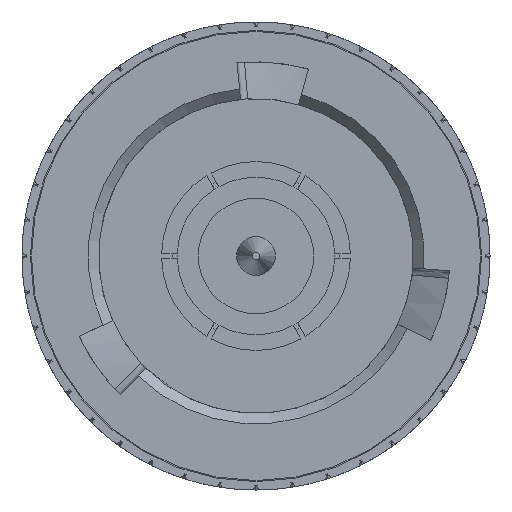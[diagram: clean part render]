
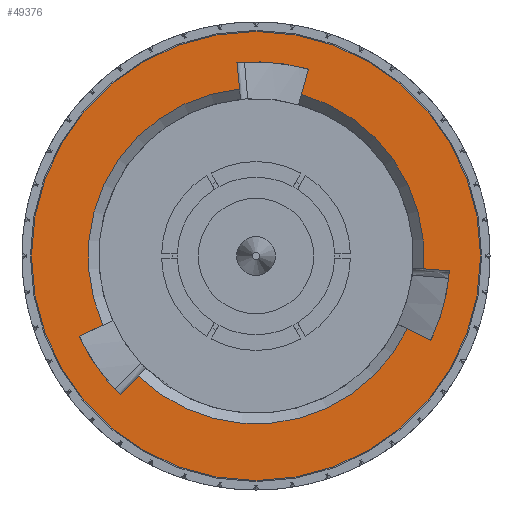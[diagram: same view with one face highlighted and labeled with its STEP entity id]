
A CAD part, left-side view. The second image highlights one B-rep face of the part: STEP entity #49376.
In plain terms, the highlighted planar face has unit normal (-1, 0, 0).
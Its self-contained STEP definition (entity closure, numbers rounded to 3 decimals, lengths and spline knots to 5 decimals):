
#1131 = VERTEX_POINT ( 'NONE', #155573 ) ;
#1159 = CARTESIAN_POINT ( 'NONE',  ( 0., -0.04319, 0.15406 ) ) ;
#3870 = VERTEX_POINT ( 'NONE', #62154 ) ;
#5413 = EDGE_LOOP ( 'NONE', ( #139911, #64816, #105688, #117687, #109749, #104919, #41575, #26267, #156616, #38543, #39139, #85547 ) ) ;
#8371 = DIRECTION ( 'NONE',  ( -1., 0., 0. ) ) ;
#8612 = CIRCLE ( 'NONE', #98217, 0.214 ) ;
#9185 = DIRECTION ( 'NONE',  ( 0., -0.901, -0.433 ) ) ;
#10742 = CARTESIAN_POINT ( 'NONE',  ( 0., 0.13667, -0.06182 ) ) ;
#11101 = VECTOR ( 'NONE', #152870, 39.37008 ) ;
#16877 = CIRCLE ( 'NONE', #142204, 0.16 ) ;
#17695 = VERTEX_POINT ( 'NONE', #29392 ) ;
#20481 = FACE_OUTER_BOUND ( 'NONE', #121615, .T. ) ;
#20797 = VERTEX_POINT ( 'NONE', #115897 ) ;
#25800 = CARTESIAN_POINT ( 'NONE',  ( 0., 0.01815, 0.18411 ) ) ;
#26267 = ORIENTED_EDGE ( 'NONE', *, *, #100009, .F. ) ;
#27219 = CIRCLE ( 'NONE', #116890, 0.16 ) ;
#29094 = EDGE_CURVE ( 'NONE', #17695, #1131, #42116, .T. ) ;
#29392 = CARTESIAN_POINT ( 'NONE',  ( 0., -0.14422, -0.06929 ) ) ;
#30269 = CARTESIAN_POINT ( 'NONE',  ( 0., 0.10489, -0.10723 ) ) ;
#31253 = DIRECTION ( 'NONE',  ( 0., 0., 1. ) ) ;
#32157 = DIRECTION ( 'NONE',  ( -1., 0., 0. ) ) ;
#32515 = PLANE ( 'NONE',  #78737 ) ;
#33060 = CARTESIAN_POINT ( 'NONE',  ( 0., 0.0157, 0.15923 ) ) ;
#34751 = EDGE_CURVE ( 'NONE', #20797, #143007, #140519, .T. ) ;
#38543 = ORIENTED_EDGE ( 'NONE', *, *, #62987, .F. ) ;
#39139 = ORIENTED_EDGE ( 'NONE', *, *, #132077, .F. ) ;
#41575 = ORIENTED_EDGE ( 'NONE', *, *, #34751, .F. ) ;
#42116 = LINE ( 'NONE', #155023, #137762 ) ;
#42253 = DIRECTION ( 'NONE',  ( 1., 0., 0. ) ) ;
#42322 = DIRECTION ( 'NONE',  ( 0., -0.098, -0.995 ) ) ;
#45197 = LINE ( 'NONE', #82903, #119407 ) ;
#47133 = VECTOR ( 'NONE', #59630, 39.37008 ) ;
#47587 = CIRCLE ( 'NONE', #111613, 0.185 ) ;
#47983 = EDGE_CURVE ( 'NONE', #3870, #133167, #68491, .T. ) ;
#48635 = VERTEX_POINT ( 'NONE', #157689 ) ;
#49376 = ADVANCED_FACE ( 'NONE', ( #130316, #20481 ), #32515, .F. ) ;
#51652 = AXIS2_PLACEMENT_3D ( 'NONE', #93360, #8371, #57244 ) ;
#51814 = VERTEX_POINT ( 'NONE', #92269 ) ;
#54648 = CARTESIAN_POINT ( 'NONE',  ( 0., 0., 0. ) ) ;
#57244 = DIRECTION ( 'NONE',  ( 0., 0.766, 0.643 ) ) ;
#57353 = DIRECTION ( 'NONE',  ( 0., 1., 0. ) ) ;
#59038 = ORIENTED_EDGE ( 'NONE', *, *, #91964, .T. ) ;
#59630 = DIRECTION ( 'NONE',  ( 0., 0.911, -0.412 ) ) ;
#62154 = CARTESIAN_POINT ( 'NONE',  ( 0., 0.14578, -0.06594 ) ) ;
#62209 = CARTESIAN_POINT ( 'NONE',  ( 0., 0.11188, -0.11438 ) ) ;
#62987 = EDGE_CURVE ( 'NONE', #133958, #133167, #76071, .T. ) ;
#64816 = ORIENTED_EDGE ( 'NONE', *, *, #111111, .F. ) ;
#65382 = CARTESIAN_POINT ( 'NONE',  ( 0., 0.12937, -0.13225 ) ) ;
#65995 = EDGE_CURVE ( 'NONE', #105849, #17695, #16877, .T. ) ;
#66338 = CARTESIAN_POINT ( 'NONE',  ( 0., 0., 0. ) ) ;
#68491 = CIRCLE ( 'NONE', #158006, 0.16 ) ;
#69402 = DIRECTION ( 'NONE',  ( 1., 0., 0. ) ) ;
#69477 = CARTESIAN_POINT ( 'NONE',  ( 0., 0., 0. ) ) ;
#69838 = DIRECTION ( 'NONE',  ( 0., 0.5, -0.866 ) ) ;
#70287 = CARTESIAN_POINT ( 'NONE',  ( 0., 0., 0. ) ) ;
#75278 = CARTESIAN_POINT ( 'NONE',  ( 0., 0.01472, 0.14928 ) ) ;
#76071 = LINE ( 'NONE', #75278, #134454 ) ;
#78737 = AXIS2_PLACEMENT_3D ( 'NONE', #118320, #69402, #57353 ) ;
#79609 = EDGE_CURVE ( 'NONE', #90188, #51814, #45197, .T. ) ;
#82280 = VERTEX_POINT ( 'NONE', #85406 ) ;
#82903 = CARTESIAN_POINT ( 'NONE',  ( 0., -0.04049, 0.14443 ) ) ;
#83136 = DIRECTION ( 'NONE',  ( -1., 0., 0. ) ) ;
#85406 = CARTESIAN_POINT ( 'NONE',  ( 0., 0., 0.214 ) ) ;
#85547 = ORIENTED_EDGE ( 'NONE', *, *, #79609, .F. ) ;
#88550 = DIRECTION ( 'NONE',  ( -1., 0., 0. ) ) ;
#89340 = CARTESIAN_POINT ( 'NONE',  ( 0., 0., 0. ) ) ;
#90188 = VERTEX_POINT ( 'NONE', #1159 ) ;
#91964 = EDGE_CURVE ( 'NONE', #82280, #82280, #8612, .T. ) ;
#92269 = CARTESIAN_POINT ( 'NONE',  ( 0., -0.04994, 0.17813 ) ) ;
#93360 = CARTESIAN_POINT ( 'NONE',  ( 0., 0., 0. ) ) ;
#93397 = LINE ( 'NONE', #10742, #47133 ) ;
#96465 = DIRECTION ( 'NONE',  ( 0., -0.27, 0.963 ) ) ;
#98217 = AXIS2_PLACEMENT_3D ( 'NONE', #89340, #88550, #136601 ) ;
#100009 = EDGE_CURVE ( 'NONE', #3870, #20797, #93397, .T. ) ;
#102420 = DIRECTION ( 'NONE',  ( 0., 0., -1. ) ) ;
#104848 = LINE ( 'NONE', #30269, #11101 ) ;
#104919 = ORIENTED_EDGE ( 'NONE', *, *, #112687, .F. ) ;
#105688 = ORIENTED_EDGE ( 'NONE', *, *, #138156, .F. ) ;
#105849 = VERTEX_POINT ( 'NONE', #62209 ) ;
#107911 = DIRECTION ( 'NONE',  ( -1., 0., 0. ) ) ;
#109749 = ORIENTED_EDGE ( 'NONE', *, *, #65995, .F. ) ;
#111111 = EDGE_CURVE ( 'NONE', #144399, #48635, #112118, .T. ) ;
#111613 = AXIS2_PLACEMENT_3D ( 'NONE', #54648, #32157, #69838 ) ;
#112118 = LINE ( 'NONE', #112900, #151837 ) ;
#112687 = EDGE_CURVE ( 'NONE', #143007, #105849, #104848, .T. ) ;
#112900 = CARTESIAN_POINT ( 'NONE',  ( 0., -0.14956, -0.01143 ) ) ;
#114499 = CARTESIAN_POINT ( 'NONE',  ( 0., -0.18446, -0.01409 ) ) ;
#115897 = CARTESIAN_POINT ( 'NONE',  ( 0., 0.16856, -0.07625 ) ) ;
#116890 = AXIS2_PLACEMENT_3D ( 'NONE', #66338, #42253, #102420 ) ;
#117687 = ORIENTED_EDGE ( 'NONE', *, *, #29094, .F. ) ;
#118320 = CARTESIAN_POINT ( 'NONE',  ( 0., 0.214, 0. ) ) ;
#119407 = VECTOR ( 'NONE', #96465, 39.37008 ) ;
#120214 = EDGE_CURVE ( 'NONE', #90188, #48635, #27219, .T. ) ;
#121615 = EDGE_LOOP ( 'NONE', ( #59038 ) ) ;
#123946 = CARTESIAN_POINT ( 'NONE',  ( 0., 0., 0. ) ) ;
#130316 = FACE_BOUND ( 'NONE', #5413, .T. ) ;
#132077 = EDGE_CURVE ( 'NONE', #51814, #133958, #47587, .T. ) ;
#132719 = DIRECTION ( 'NONE',  ( 0., -0.985, 0.174 ) ) ;
#133167 = VERTEX_POINT ( 'NONE', #33060 ) ;
#133958 = VERTEX_POINT ( 'NONE', #25800 ) ;
#134454 = VECTOR ( 'NONE', #42322, 39.37008 ) ;
#135370 = AXIS2_PLACEMENT_3D ( 'NONE', #69477, #107911, #132719 ) ;
#136123 = DIRECTION ( 'NONE',  ( 0., 0.997, 0.076 ) ) ;
#136601 = DIRECTION ( 'NONE',  ( 0., 0., 1. ) ) ;
#137762 = VECTOR ( 'NONE', #9185, 39.37008 ) ;
#138156 = EDGE_CURVE ( 'NONE', #1131, #144399, #141241, .T. ) ;
#139911 = ORIENTED_EDGE ( 'NONE', *, *, #120214, .T. ) ;
#140519 = CIRCLE ( 'NONE', #135370, 0.185 ) ;
#141241 = CIRCLE ( 'NONE', #51652, 0.185 ) ;
#142204 = AXIS2_PLACEMENT_3D ( 'NONE', #70287, #83136, #31253 ) ;
#143007 = VERTEX_POINT ( 'NONE', #65382 ) ;
#144399 = VERTEX_POINT ( 'NONE', #114499 ) ;
#148707 = DIRECTION ( 'NONE',  ( 0., 0., -1. ) ) ;
#149484 = DIRECTION ( 'NONE',  ( 1., 0., 0. ) ) ;
#151837 = VECTOR ( 'NONE', #136123, 39.37008 ) ;
#152870 = DIRECTION ( 'NONE',  ( 0., -0.699, 0.715 ) ) ;
#155023 = CARTESIAN_POINT ( 'NONE',  ( 0., -0.13521, -0.06496 ) ) ;
#155573 = CARTESIAN_POINT ( 'NONE',  ( 0., -0.16675, -0.08011 ) ) ;
#156616 = ORIENTED_EDGE ( 'NONE', *, *, #47983, .T. ) ;
#157689 = CARTESIAN_POINT ( 'NONE',  ( 0., -0.15954, -0.01219 ) ) ;
#158006 = AXIS2_PLACEMENT_3D ( 'NONE', #123946, #149484, #148707 ) ;
